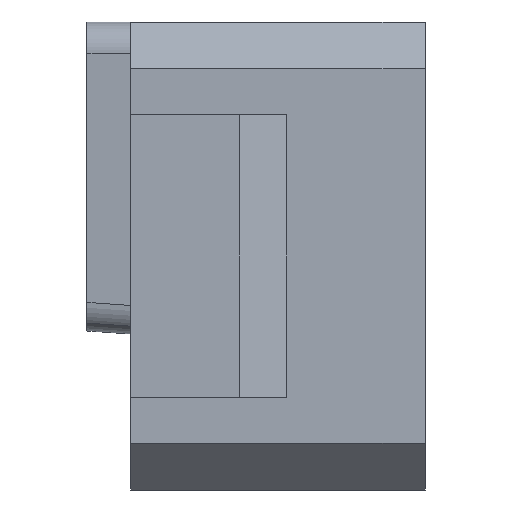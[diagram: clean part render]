
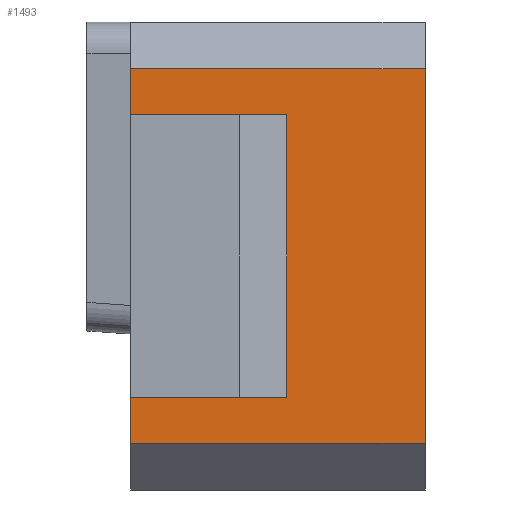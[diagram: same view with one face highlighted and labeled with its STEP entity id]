
A CAD part, left-side view. The second image highlights one B-rep face of the part: STEP entity #1493.
In plain terms, the highlighted planar face has unit normal (-1, 0, 0).
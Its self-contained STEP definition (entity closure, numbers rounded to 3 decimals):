
#67 = VERTEX_POINT ( 'NONE', #1789 ) ;
#147 = CARTESIAN_POINT ( 'NONE',  ( -15., -21., 74.05 ) ) ;
#206 = VECTOR ( 'NONE', #4272, 1000. ) ;
#406 = VERTEX_POINT ( 'NONE', #1245 ) ;
#444 = LINE ( 'NONE', #564, #1140 ) ;
#497 = VECTOR ( 'NONE', #4328, 1000. ) ;
#564 = CARTESIAN_POINT ( 'NONE',  ( -15., -11., 80. ) ) ;
#635 = ORIENTED_EDGE ( 'NONE', *, *, #4266, .T. ) ;
#787 = VERTEX_POINT ( 'NONE', #794 ) ;
#794 = CARTESIAN_POINT ( 'NONE',  ( -15., -11., 55.95 ) ) ;
#859 = EDGE_CURVE ( 'NONE', #3232, #3327, #2328, .T. ) ;
#940 = DIRECTION ( 'NONE',  ( 0., 0., -1. ) ) ;
#976 = EDGE_CURVE ( 'NONE', #3232, #1800, #1677, .T. ) ;
#1020 = VECTOR ( 'NONE', #3189, 1000. ) ;
#1056 = VERTEX_POINT ( 'NONE', #4121 ) ;
#1140 = VECTOR ( 'NONE', #940, 1000. ) ;
#1193 = EDGE_CURVE ( 'NONE', #3890, #1056, #2708, .T. ) ;
#1245 = CARTESIAN_POINT ( 'NONE',  ( -15., -29.875, 53. ) ) ;
#1398 = EDGE_LOOP ( 'NONE', ( #1689, #4734, #4131, #4106, #1679, #635, #2514, #2703 ) ) ;
#1444 = CARTESIAN_POINT ( 'NONE',  ( -15., 0., 0. ) ) ;
#1493 = ADVANCED_FACE ( 'NONE', ( #4487 ), #2302, .F. ) ;
#1544 = LINE ( 'NONE', #4247, #206 ) ;
#1677 = LINE ( 'NONE', #2494, #1020 ) ;
#1679 = ORIENTED_EDGE ( 'NONE', *, *, #3457, .T. ) ;
#1689 = ORIENTED_EDGE ( 'NONE', *, *, #976, .F. ) ;
#1765 = CARTESIAN_POINT ( 'NONE',  ( -15., 0., 55.95 ) ) ;
#1789 = CARTESIAN_POINT ( 'NONE',  ( -15., -11., 53. ) ) ;
#1800 = VERTEX_POINT ( 'NONE', #3851 ) ;
#1950 = EDGE_CURVE ( 'NONE', #787, #3327, #4136, .T. ) ;
#2241 = EDGE_CURVE ( 'NONE', #1056, #1800, #444, .T. ) ;
#2262 = LINE ( 'NONE', #4152, #3873 ) ;
#2302 = PLANE ( 'NONE',  #2356 ) ;
#2328 = LINE ( 'NONE', #4532, #4660 ) ;
#2356 = AXIS2_PLACEMENT_3D ( 'NONE', #1444, #2578, #4093 ) ;
#2494 = CARTESIAN_POINT ( 'NONE',  ( -15., 0., 74.05 ) ) ;
#2503 = EDGE_CURVE ( 'NONE', #787, #67, #4726, .T. ) ;
#2514 = ORIENTED_EDGE ( 'NONE', *, *, #1193, .T. ) ;
#2566 = CARTESIAN_POINT ( 'NONE',  ( -15., -21., 55.95 ) ) ;
#2578 = DIRECTION ( 'NONE',  ( 1., 0., 0. ) ) ;
#2658 = CARTESIAN_POINT ( 'NONE',  ( -15., 0., 77. ) ) ;
#2703 = ORIENTED_EDGE ( 'NONE', *, *, #2241, .T. ) ;
#2708 = LINE ( 'NONE', #2658, #3119 ) ;
#3119 = VECTOR ( 'NONE', #4220, 1000. ) ;
#3189 = DIRECTION ( 'NONE',  ( 0., 1., 0. ) ) ;
#3232 = VERTEX_POINT ( 'NONE', #147 ) ;
#3248 = VECTOR ( 'NONE', #3718, 1000. ) ;
#3327 = VERTEX_POINT ( 'NONE', #2566 ) ;
#3376 = DIRECTION ( 'NONE',  ( 0., 0., -1. ) ) ;
#3409 = DIRECTION ( 'NONE',  ( 0., -1., 0. ) ) ;
#3457 = EDGE_CURVE ( 'NONE', #67, #406, #2262, .T. ) ;
#3718 = DIRECTION ( 'NONE',  ( 0., -1., 0. ) ) ;
#3733 = CARTESIAN_POINT ( 'NONE',  ( -15., -29.875, 77. ) ) ;
#3851 = CARTESIAN_POINT ( 'NONE',  ( -15., -11., 74.05 ) ) ;
#3873 = VECTOR ( 'NONE', #3409, 1000. ) ;
#3890 = VERTEX_POINT ( 'NONE', #3733 ) ;
#4093 = DIRECTION ( 'NONE',  ( 0., 1., 0. ) ) ;
#4106 = ORIENTED_EDGE ( 'NONE', *, *, #2503, .T. ) ;
#4121 = CARTESIAN_POINT ( 'NONE',  ( -15., -11., 77. ) ) ;
#4131 = ORIENTED_EDGE ( 'NONE', *, *, #1950, .F. ) ;
#4136 = LINE ( 'NONE', #1765, #3248 ) ;
#4152 = CARTESIAN_POINT ( 'NONE',  ( -15., -29.875, 53. ) ) ;
#4220 = DIRECTION ( 'NONE',  ( 0., 1., 0. ) ) ;
#4247 = CARTESIAN_POINT ( 'NONE',  ( -15., -29.875, 80. ) ) ;
#4266 = EDGE_CURVE ( 'NONE', #406, #3890, #1544, .T. ) ;
#4272 = DIRECTION ( 'NONE',  ( 0., 0., 1. ) ) ;
#4328 = DIRECTION ( 'NONE',  ( 0., 0., -1. ) ) ;
#4356 = CARTESIAN_POINT ( 'NONE',  ( -15., -11., 80. ) ) ;
#4487 = FACE_OUTER_BOUND ( 'NONE', #1398, .T. ) ;
#4532 = CARTESIAN_POINT ( 'NONE',  ( -15., -21., 0. ) ) ;
#4660 = VECTOR ( 'NONE', #3376, 1000. ) ;
#4726 = LINE ( 'NONE', #4356, #497 ) ;
#4734 = ORIENTED_EDGE ( 'NONE', *, *, #859, .T. ) ;
